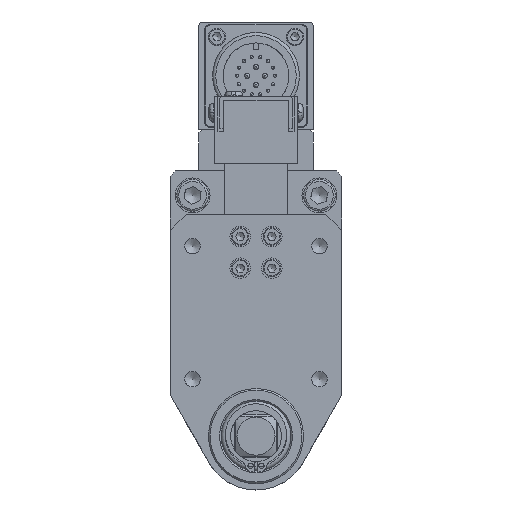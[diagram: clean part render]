
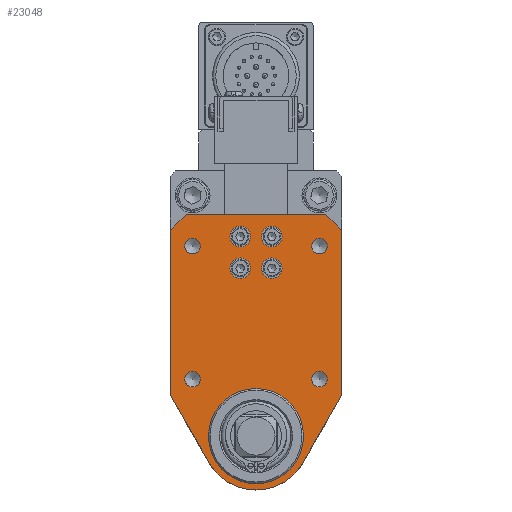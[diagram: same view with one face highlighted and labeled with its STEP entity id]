
A CAD part, front view. The second image highlights one B-rep face of the part: STEP entity #23048.
In plain terms, the highlighted planar face has unit normal (0, -1, 0).
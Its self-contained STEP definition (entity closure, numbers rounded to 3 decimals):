
#645=PLANE('',#24381);
#1420=FACE_BOUND('',#4262,.T.);
#1421=FACE_BOUND('',#4263,.T.);
#1422=FACE_BOUND('',#4264,.T.);
#1423=FACE_BOUND('',#4265,.T.);
#1424=FACE_BOUND('',#4266,.T.);
#1425=FACE_BOUND('',#4267,.T.);
#1426=FACE_BOUND('',#4268,.T.);
#1427=FACE_BOUND('',#4269,.T.);
#1428=FACE_BOUND('',#4270,.T.);
#2950=FACE_OUTER_BOUND('',#4261,.T.);
#4261=EDGE_LOOP('',(#16143,#16144,#16145,#16146,#16147,#16148,#16149,#16150));
#4262=EDGE_LOOP('',(#16151));
#4263=EDGE_LOOP('',(#16152));
#4264=EDGE_LOOP('',(#16153));
#4265=EDGE_LOOP('',(#16154));
#4266=EDGE_LOOP('',(#16155));
#4267=EDGE_LOOP('',(#16156));
#4268=EDGE_LOOP('',(#16157));
#4269=EDGE_LOOP('',(#16158));
#4270=EDGE_LOOP('',(#16159));
#5775=CIRCLE('',#24382,17.);
#5776=CIRCLE('',#24383,3.25);
#5777=CIRCLE('',#24384,3.25);
#5778=CIRCLE('',#24385,3.25);
#5779=CIRCLE('',#24386,3.25);
#5780=CIRCLE('',#24387,2.459);
#5781=CIRCLE('',#24388,2.459);
#5782=CIRCLE('',#24389,2.459);
#5783=CIRCLE('',#24390,15.);
#5784=CIRCLE('',#24391,2.459);
#6824=LINE('',#34051,#8701);
#6825=LINE('',#34053,#8702);
#6826=LINE('',#34055,#8703);
#6827=LINE('',#34059,#8704);
#6828=LINE('',#34061,#8705);
#6829=LINE('',#34063,#8706);
#6830=LINE('',#34064,#8707);
#8701=VECTOR('',#26677,10.);
#8702=VECTOR('',#26678,10.);
#8703=VECTOR('',#26679,10.);
#8704=VECTOR('',#26682,10.);
#8705=VECTOR('',#26683,10.);
#8706=VECTOR('',#26684,10.);
#8707=VECTOR('',#26685,10.);
#10600=VERTEX_POINT('',#34049);
#10601=VERTEX_POINT('',#34050);
#10602=VERTEX_POINT('',#34052);
#10603=VERTEX_POINT('',#34054);
#10604=VERTEX_POINT('',#34056);
#10605=VERTEX_POINT('',#34058);
#10606=VERTEX_POINT('',#34060);
#10607=VERTEX_POINT('',#34062);
#10608=VERTEX_POINT('',#34065);
#10609=VERTEX_POINT('',#34067);
#10610=VERTEX_POINT('',#34069);
#10611=VERTEX_POINT('',#34071);
#10612=VERTEX_POINT('',#34073);
#10613=VERTEX_POINT('',#34075);
#10614=VERTEX_POINT('',#34077);
#10615=VERTEX_POINT('',#34079);
#10616=VERTEX_POINT('',#34081);
#12812=EDGE_CURVE('',#10600,#10601,#6824,.T.);
#12813=EDGE_CURVE('',#10600,#10602,#6825,.T.);
#12814=EDGE_CURVE('',#10602,#10603,#6826,.T.);
#12815=EDGE_CURVE('',#10603,#10604,#5775,.T.);
#12816=EDGE_CURVE('',#10604,#10605,#6827,.T.);
#12817=EDGE_CURVE('',#10605,#10606,#6828,.T.);
#12818=EDGE_CURVE('',#10607,#10606,#6829,.T.);
#12819=EDGE_CURVE('',#10607,#10601,#6830,.T.);
#12820=EDGE_CURVE('',#10608,#10608,#5776,.T.);
#12821=EDGE_CURVE('',#10609,#10609,#5777,.T.);
#12822=EDGE_CURVE('',#10610,#10610,#5778,.T.);
#12823=EDGE_CURVE('',#10611,#10611,#5779,.T.);
#12824=EDGE_CURVE('',#10612,#10612,#5780,.T.);
#12825=EDGE_CURVE('',#10613,#10613,#5781,.T.);
#12826=EDGE_CURVE('',#10614,#10614,#5782,.T.);
#12827=EDGE_CURVE('',#10615,#10615,#5783,.T.);
#12828=EDGE_CURVE('',#10616,#10616,#5784,.T.);
#16143=ORIENTED_EDGE('',*,*,#12812,.F.);
#16144=ORIENTED_EDGE('',*,*,#12813,.T.);
#16145=ORIENTED_EDGE('',*,*,#12814,.T.);
#16146=ORIENTED_EDGE('',*,*,#12815,.T.);
#16147=ORIENTED_EDGE('',*,*,#12816,.T.);
#16148=ORIENTED_EDGE('',*,*,#12817,.T.);
#16149=ORIENTED_EDGE('',*,*,#12818,.F.);
#16150=ORIENTED_EDGE('',*,*,#12819,.T.);
#16151=ORIENTED_EDGE('',*,*,#12820,.T.);
#16152=ORIENTED_EDGE('',*,*,#12821,.T.);
#16153=ORIENTED_EDGE('',*,*,#12822,.T.);
#16154=ORIENTED_EDGE('',*,*,#12823,.T.);
#16155=ORIENTED_EDGE('',*,*,#12824,.T.);
#16156=ORIENTED_EDGE('',*,*,#12825,.T.);
#16157=ORIENTED_EDGE('',*,*,#12826,.T.);
#16158=ORIENTED_EDGE('',*,*,#12827,.T.);
#16159=ORIENTED_EDGE('',*,*,#12828,.T.);
#23048=ADVANCED_FACE('',(#2950,#1420,#1421,#1422,#1423,#1424,#1425,#1426,
#1427,#1428),#645,.T.);
#24381=AXIS2_PLACEMENT_3D('',#34048,#26675,#26676);
#24382=AXIS2_PLACEMENT_3D('',#34057,#26680,#26681);
#24383=AXIS2_PLACEMENT_3D('',#34066,#26686,#26687);
#24384=AXIS2_PLACEMENT_3D('',#34068,#26688,#26689);
#24385=AXIS2_PLACEMENT_3D('',#34070,#26690,#26691);
#24386=AXIS2_PLACEMENT_3D('',#34072,#26692,#26693);
#24387=AXIS2_PLACEMENT_3D('',#34074,#26694,#26695);
#24388=AXIS2_PLACEMENT_3D('',#34076,#26696,#26697);
#24389=AXIS2_PLACEMENT_3D('',#34078,#26698,#26699);
#24390=AXIS2_PLACEMENT_3D('',#34080,#26700,#26701);
#24391=AXIS2_PLACEMENT_3D('',#34082,#26702,#26703);
#26675=DIRECTION('center_axis',(0.,-1.,0.));
#26676=DIRECTION('ref_axis',(-1.,0.,0.));
#26677=DIRECTION('',(0.707,0.,0.707));
#26678=DIRECTION('',(0.,0.,-1.));
#26679=DIRECTION('',(0.5,0.,-0.866));
#26680=DIRECTION('center_axis',(0.,-1.,0.));
#26681=DIRECTION('ref_axis',(1.,0.,0.));
#26682=DIRECTION('',(0.5,0.,0.866));
#26683=DIRECTION('',(0.,0.,1.));
#26684=DIRECTION('',(0.707,0.,-0.707));
#26685=DIRECTION('',(-1.,0.,0.));
#26686=DIRECTION('center_axis',(0.,1.,0.));
#26687=DIRECTION('ref_axis',(-1.,0.,0.));
#26688=DIRECTION('center_axis',(0.,1.,0.));
#26689=DIRECTION('ref_axis',(-1.,0.,0.));
#26690=DIRECTION('center_axis',(0.,1.,0.));
#26691=DIRECTION('ref_axis',(-1.,0.,0.));
#26692=DIRECTION('center_axis',(0.,1.,0.));
#26693=DIRECTION('ref_axis',(-1.,0.,0.));
#26694=DIRECTION('center_axis',(0.,1.,0.));
#26695=DIRECTION('ref_axis',(-1.,0.,0.));
#26696=DIRECTION('center_axis',(0.,1.,0.));
#26697=DIRECTION('ref_axis',(-1.,0.,0.));
#26698=DIRECTION('center_axis',(0.,1.,0.));
#26699=DIRECTION('ref_axis',(-1.,0.,0.));
#26700=DIRECTION('center_axis',(0.,1.,0.));
#26701=DIRECTION('ref_axis',(1.,0.,0.));
#26702=DIRECTION('center_axis',(0.,1.,0.));
#26703=DIRECTION('ref_axis',(-1.,0.,0.));
#34048=CARTESIAN_POINT('Origin',(0.,0.,
0.));
#34049=CARTESIAN_POINT('',(-27.,0.,65.));
#34050=CARTESIAN_POINT('',(-22.,0.,70.));
#34051=CARTESIAN_POINT('',(-35.25,0.,56.75));
#34052=CARTESIAN_POINT('',(-27.,0.,12.765));
#34053=CARTESIAN_POINT('',(-27.,0.,70.));
#34054=CARTESIAN_POINT('',(-14.722,0.,-8.5));
#34055=CARTESIAN_POINT('',(-27.,0.,12.765));
#34056=CARTESIAN_POINT('',(14.722,0.,-8.5));
#34057=CARTESIAN_POINT('Origin',(0.,0.,
0.));
#34058=CARTESIAN_POINT('',(27.,0.,12.765));
#34059=CARTESIAN_POINT('',(14.722,0.,-8.5));
#34060=CARTESIAN_POINT('',(27.,0.,65.));
#34061=CARTESIAN_POINT('',(27.,0.,12.765));
#34062=CARTESIAN_POINT('',(22.,0.,70.));
#34063=CARTESIAN_POINT('',(35.25,0.,56.75));
#34064=CARTESIAN_POINT('',(27.,0.,70.));
#34065=CARTESIAN_POINT('',(-1.75,0.,53.));
#34066=CARTESIAN_POINT('Origin',(-5.,0.,
53.));
#34067=CARTESIAN_POINT('',(8.25,0.,63.));
#34068=CARTESIAN_POINT('Origin',(5.,0.,
63.));
#34069=CARTESIAN_POINT('',(8.25,0.,53.));
#34070=CARTESIAN_POINT('Origin',(5.,0.,53.));
#34071=CARTESIAN_POINT('',(-1.75,0.,63.));
#34072=CARTESIAN_POINT('Origin',(-5.,0.,
63.));
#34073=CARTESIAN_POINT('',(-17.542,0.,18.));
#34074=CARTESIAN_POINT('Origin',(-20.,0.,
18.));
#34075=CARTESIAN_POINT('',(22.458,0.,18.));
#34076=CARTESIAN_POINT('Origin',(20.,0.,
18.));
#34077=CARTESIAN_POINT('',(-17.542,0.,60.));
#34078=CARTESIAN_POINT('Origin',(-20.,0.,
60.));
#34079=CARTESIAN_POINT('',(-15.,0.,0.));
#34080=CARTESIAN_POINT('Origin',(0.,0.,
0.));
#34081=CARTESIAN_POINT('',(22.458,0.,60.));
#34082=CARTESIAN_POINT('Origin',(20.,0.,60.));
